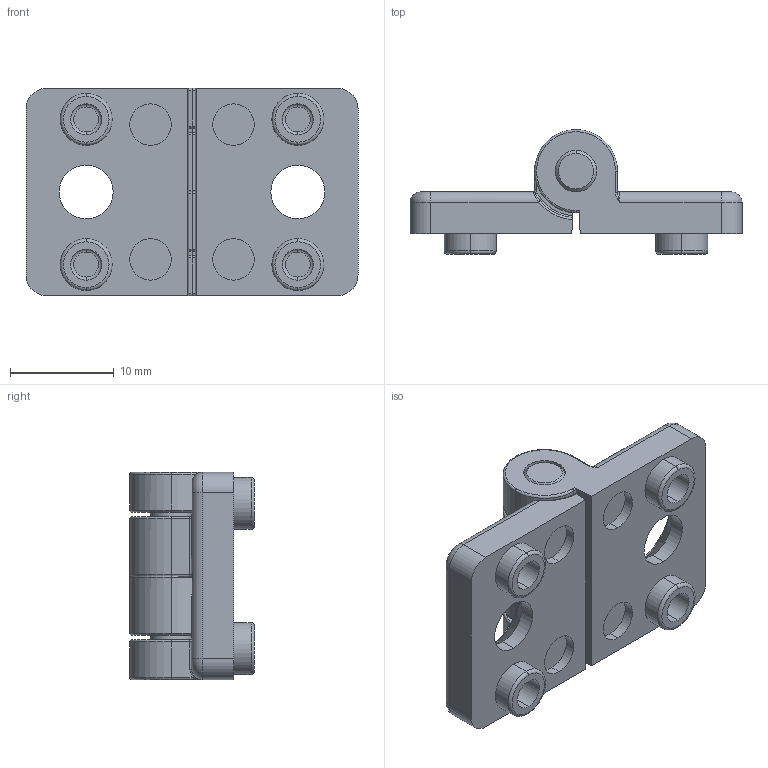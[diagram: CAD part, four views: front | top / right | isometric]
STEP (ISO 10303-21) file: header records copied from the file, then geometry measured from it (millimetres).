
FILE_DESCRIPTION(('STEP AP214'),'1');
FILE_NAME('fath_095022f05.stp','2017-10-10T13:01:00',('TraceParts'),('TraceParts S.A.'),'Spatial InterOp 3D',' ',' ');
FILE_SCHEMA(('automotive_design'));
Length unit declared in the file: millimetre
Products named in the file (3): fath_095022f05_1; fath_095022f05_2; fath_095022f05_3
Bounding box: 32 x 12 x 20 mm (x, y, z)
Volume: 2934.2 mm3; surface area: 3151.1 mm2
Topology: 3 solids, 3 shells, 270 faces, 638 edges, 382 vertices
Faces by surface type: cylinder 98, plane 80, torus 52, cone 30, bspline 10
Entity records: 10339 total; most frequent: CARTESIAN_POINT 1993, DIRECTION 1316, ORIENTED_EDGE 1272, EDGE_CURVE 636, AXIS2_PLACEMENT_3D 553, VERTEX_POINT 382, EDGE_LOOP 292, CIRCLE 290
